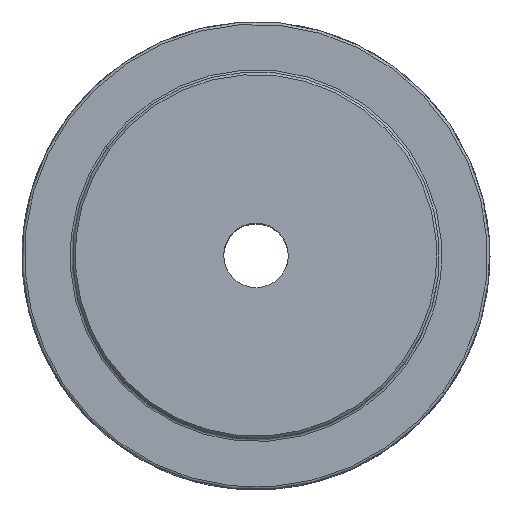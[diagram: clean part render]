
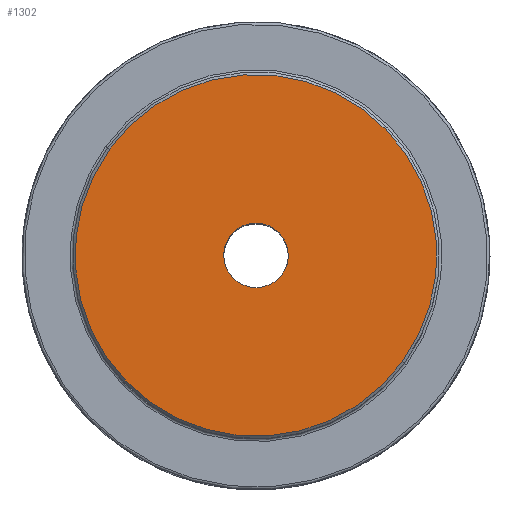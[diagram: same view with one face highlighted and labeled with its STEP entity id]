
A CAD part, top view. The second image highlights one B-rep face of the part: STEP entity #1302.
In plain terms, the highlighted face is planar.
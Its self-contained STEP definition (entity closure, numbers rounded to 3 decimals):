
#488=CARTESIAN_POINT('',(0.,0.,0.));
#489=DIRECTION('',(0.,0.,1.));
#490=DIRECTION('',(-1.,0.,0.));
#491=AXIS2_PLACEMENT_3D('',#488,#489,#490);
#497=CARTESIAN_POINT('',(0.,0.,0.));
#498=DIRECTION('',(0.,0.,1.));
#499=DIRECTION('',(1.,0.,0.));
#500=AXIS2_PLACEMENT_3D('',#497,#498,#499);
#511=CARTESIAN_POINT('',(0.,0.,0.));
#512=DIRECTION('',(0.,0.,1.));
#513=DIRECTION('',(-1.,0.,0.));
#514=AXIS2_PLACEMENT_3D('',#511,#512,#513);
#516=CARTESIAN_POINT('',(0.,0.,0.));
#517=DIRECTION('',(0.,0.,1.));
#518=DIRECTION('',(1.,0.,0.));
#519=AXIS2_PLACEMENT_3D('',#516,#517,#518);
#575=CARTESIAN_POINT('',(143.,0.,0.));
#576=CARTESIAN_POINT('',(-143.,0.,0.));
#577=VERTEX_POINT('',#575);
#578=VERTEX_POINT('',#576);
#605=CARTESIAN_POINT('',(25.5,0.,0.));
#606=CARTESIAN_POINT('',(-25.5,0.,0.));
#607=VERTEX_POINT('',#605);
#608=VERTEX_POINT('',#606);
#1287=CARTESIAN_POINT('',(0.,0.,0.));
#1288=DIRECTION('',(0.,0.,1.));
#1289=DIRECTION('',(1.,0.,0.));
#1290=AXIS2_PLACEMENT_3D('',#1287,#1288,#1289);
#1291=PLANE('',#1290);
#1293=ORIENTED_EDGE('',*,*,#1292,.T.);
#1295=ORIENTED_EDGE('',*,*,#1294,.T.);
#1296=EDGE_LOOP('',(#1293,#1295));
#1297=FACE_OUTER_BOUND('',#1296,.F.);
#1298=ORIENTED_EDGE('',*,*,#1280,.F.);
#1299=ORIENTED_EDGE('',*,*,#1267,.F.);
#1300=EDGE_LOOP('',(#1298,#1299));
#1301=FACE_BOUND('',#1300,.F.);
#1302=ADVANCED_FACE('',(#1297,#1301),#1291,.F.);
#492=CIRCLE('',#491,25.5);
#501=CIRCLE('',#500,25.5);
#515=CIRCLE('',#514,143.);
#520=CIRCLE('',#519,143.);
#1267=EDGE_CURVE('',#608,#607,#492,.T.);
#1280=EDGE_CURVE('',#607,#608,#501,.T.);
#1292=EDGE_CURVE('',#578,#577,#515,.T.);
#1294=EDGE_CURVE('',#577,#578,#520,.T.);
